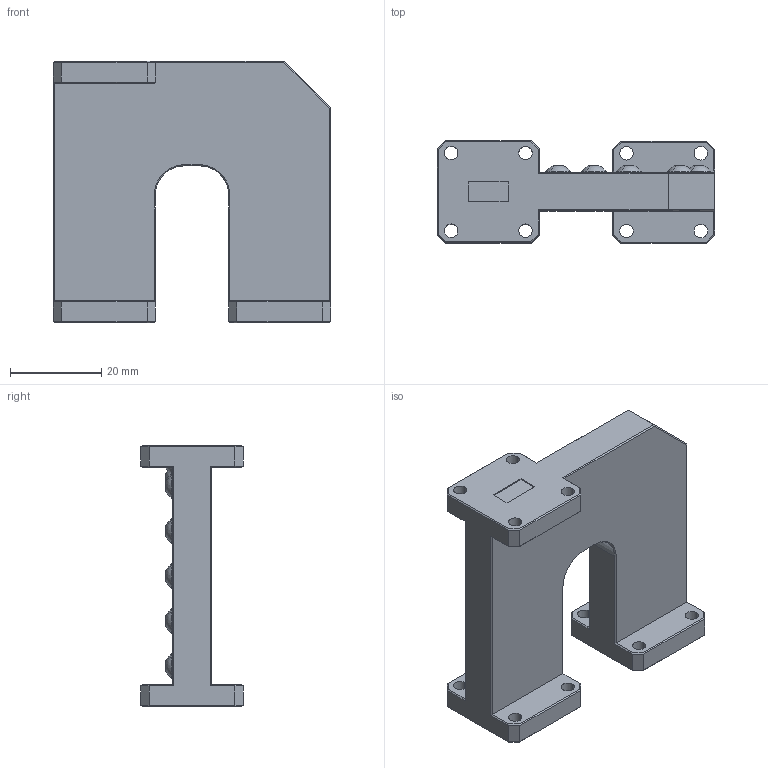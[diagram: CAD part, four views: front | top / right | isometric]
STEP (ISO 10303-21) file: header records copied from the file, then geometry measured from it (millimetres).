
FILE_DESCRIPTION (( 'STEP AP203' ), '1' );
FILE_NAME ('SWY-21328340-34-I1.STEP', '2023-07-19T23:08:33', ( '' ), ( '' ), 'SwSTEP 2.0', 'SolidWorks 2021', '' );
FILE_SCHEMA (( 'CONFIG_CONTROL_DESIGN' ));
Length unit declared in the file: inch
Products named in the file (1): SWY-21328340-34-I1
Bounding box: 60.67 x 22.35 x 57.15 mm (x, y, z)
Volume: 28658.1 mm3; surface area: 10981.6 mm2
Topology: 1 solids, 1 shells, 749 faces, 1631 edges, 887 vertices
Faces by surface type: plane 420, cone 211, cylinder 72, sphere 46
Entity records: 20254 total; most frequent: CARTESIAN_POINT 4119, DIRECTION 3509, ORIENTED_EDGE 3170, EDGE_CURVE 1585, AXIS2_PLACEMENT_3D 1335, VERTEX_POINT 887, VECTOR 839, LINE 839
